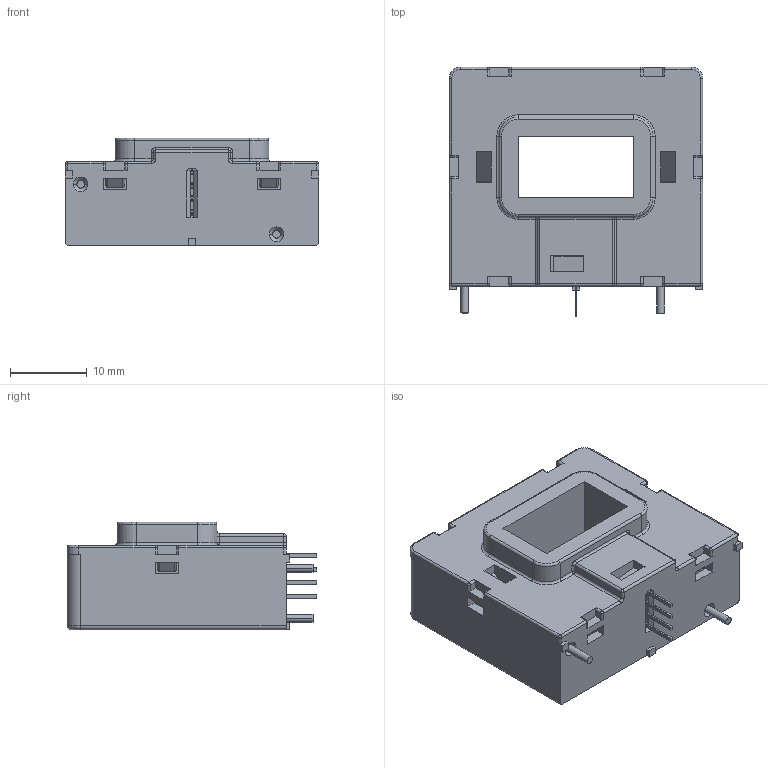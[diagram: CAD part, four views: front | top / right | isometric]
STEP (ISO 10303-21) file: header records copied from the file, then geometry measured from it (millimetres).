
FILE_DESCRIPTION(('CoCreate Modeling STEP Export'),'2;1');
FILE_NAME('HAIS_3D.stp','2013-09-25T11:38:22',(''),(''),'CoCreate Modeling STEP processor for AP214 (Solid Model)','CoCreate Modeling 17.0 01-Apr-2010 (C) Parametric Technology GmbH','');
FILE_SCHEMA(('AUTOMOTIVE_DESIGN { 1 0 10303 214 1 1 1 1 }'));
Length unit declared in the file: millimetre
Products named in the file (2): Blackbox
Assembly tree (1 placements, depth 2):
  Blackbox
    Blackbox
Bounding box: 33 x 32.5 x 14 mm (x, y, z)
Volume: 9392.8 mm3; surface area: 4180 mm2
Topology: 1 solids, 1 shells, 324 faces, 838 edges, 506 vertices
Faces by surface type: plane 181, cylinder 93, sphere 30, torus 16, cone 4
Entity records: 9889 total; most frequent: CARTESIAN_POINT 1814, ORIENTED_EDGE 1630, DIRECTION 1611, EDGE_CURVE 815, VECTOR 565, LINE 565, AXIS2_PLACEMENT_3D 523, VERTEX_POINT 506
